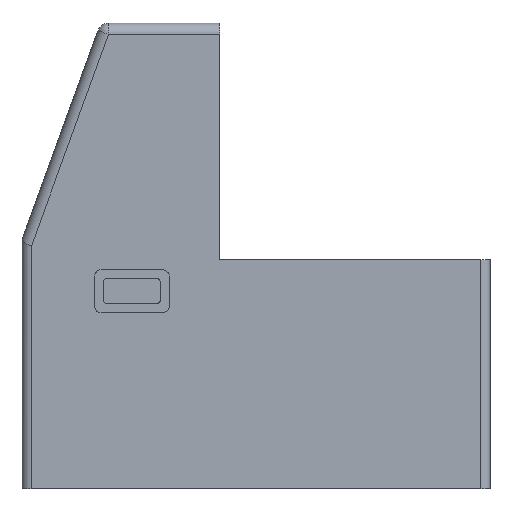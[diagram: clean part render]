
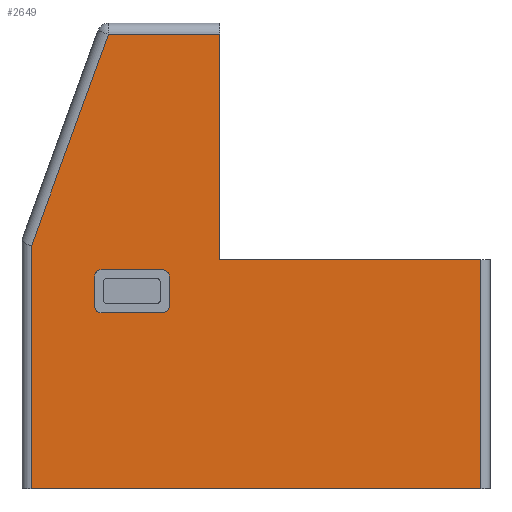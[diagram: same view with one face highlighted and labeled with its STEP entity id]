
A CAD part, left-side view. The second image highlights one B-rep face of the part: STEP entity #2649.
In plain terms, the highlighted planar face has unit normal (-1, 0, 0).
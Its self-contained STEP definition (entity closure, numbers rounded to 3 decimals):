
#74=CIRCLE('',#2822,1.016);
#75=CIRCLE('',#2823,1.016);
#76=CIRCLE('',#2824,1.016);
#77=CIRCLE('',#2825,1.016);
#248=ORIENTED_EDGE('',*,*,#987,.T.);
#249=ORIENTED_EDGE('',*,*,#990,.T.);
#250=ORIENTED_EDGE('',*,*,#991,.T.);
#251=ORIENTED_EDGE('',*,*,#992,.F.);
#252=ORIENTED_EDGE('',*,*,#993,.T.);
#253=ORIENTED_EDGE('',*,*,#994,.T.);
#254=ORIENTED_EDGE('',*,*,#995,.F.);
#255=ORIENTED_EDGE('',*,*,#996,.T.);
#256=ORIENTED_EDGE('',*,*,#997,.T.);
#257=ORIENTED_EDGE('',*,*,#998,.T.);
#258=ORIENTED_EDGE('',*,*,#999,.T.);
#259=ORIENTED_EDGE('',*,*,#1000,.T.);
#260=ORIENTED_EDGE('',*,*,#1001,.T.);
#261=ORIENTED_EDGE('',*,*,#1002,.T.);
#262=ORIENTED_EDGE('',*,*,#1003,.T.);
#987=EDGE_CURVE('',#1357,#1356,#1611,.T.);
#990=EDGE_CURVE('',#1356,#1359,#1614,.T.);
#991=EDGE_CURVE('',#1359,#1360,#1615,.F.);
#992=EDGE_CURVE('',#1361,#1360,#1616,.T.);
#993=EDGE_CURVE('',#1361,#1362,#1617,.T.);
#994=EDGE_CURVE('',#1362,#1363,#1618,.T.);
#995=EDGE_CURVE('',#1357,#1363,#1619,.T.);
#996=EDGE_CURVE('',#1364,#1365,#1620,.T.);
#997=EDGE_CURVE('',#1365,#1366,#74,.T.);
#998=EDGE_CURVE('',#1366,#1367,#1621,.T.);
#999=EDGE_CURVE('',#1367,#1368,#75,.T.);
#1000=EDGE_CURVE('',#1368,#1369,#1622,.T.);
#1001=EDGE_CURVE('',#1369,#1370,#76,.T.);
#1002=EDGE_CURVE('',#1370,#1371,#1623,.T.);
#1003=EDGE_CURVE('',#1371,#1364,#77,.T.);
#1356=VERTEX_POINT('',#3961);
#1357=VERTEX_POINT('',#3963);
#1359=VERTEX_POINT('',#3969);
#1360=VERTEX_POINT('',#3971);
#1361=VERTEX_POINT('',#3973);
#1362=VERTEX_POINT('',#3975);
#1363=VERTEX_POINT('',#3977);
#1364=VERTEX_POINT('',#3980);
#1365=VERTEX_POINT('',#3981);
#1366=VERTEX_POINT('',#3983);
#1367=VERTEX_POINT('',#3985);
#1368=VERTEX_POINT('',#3987);
#1369=VERTEX_POINT('',#3989);
#1370=VERTEX_POINT('',#3991);
#1371=VERTEX_POINT('',#3993);
#1611=LINE('',#3962,#1895);
#1614=LINE('',#3968,#1898);
#1615=LINE('',#3970,#1899);
#1616=LINE('',#3972,#1900);
#1617=LINE('',#3974,#1901);
#1618=LINE('',#3976,#1902);
#1619=LINE('',#3978,#1903);
#1620=LINE('',#3979,#1904);
#1621=LINE('',#3984,#1905);
#1622=LINE('',#3988,#1906);
#1623=LINE('',#3992,#1907);
#1895=VECTOR('',#3145,1000.);
#1898=VECTOR('',#3150,1000.);
#1899=VECTOR('',#3151,1000.);
#1900=VECTOR('',#3152,1000.);
#1901=VECTOR('',#3153,1000.);
#1902=VECTOR('',#3154,1000.);
#1903=VECTOR('',#3155,1000.);
#1904=VECTOR('',#3156,1000.);
#1905=VECTOR('',#3159,1000.);
#1906=VECTOR('',#3162,1000.);
#1907=VECTOR('',#3165,1000.);
#2121=EDGE_LOOP('',(#248,#249,#250,#251,#252,#253,#254));
#2122=EDGE_LOOP('',(#255,#256,#257,#258,#259,#260,#261,#262));
#2335=FACE_BOUND('',#2121,.T.);
#2336=FACE_BOUND('',#2122,.T.);
#2544=PLANE('',#2821);
#2649=ADVANCED_FACE('',(#2335,#2336),#2544,.T.);
#2821=AXIS2_PLACEMENT_3D('',#3967,#3148,#3149);
#2822=AXIS2_PLACEMENT_3D('',#3982,#3157,#3158);
#2823=AXIS2_PLACEMENT_3D('',#3986,#3160,#3161);
#2824=AXIS2_PLACEMENT_3D('',#3990,#3163,#3164);
#2825=AXIS2_PLACEMENT_3D('',#3994,#3166,#3167);
#3145=DIRECTION('',(0.,0.,1.));
#3148=DIRECTION('',(-1.,0.,0.));
#3149=DIRECTION('',(0.,-1.,0.));
#3150=DIRECTION('',(0.,1.,0.));
#3151=DIRECTION('',(0.,-0.342,0.94));
#3152=DIRECTION('',(0.,0.,1.));
#3153=DIRECTION('',(0.,-1.,0.));
#3154=DIRECTION('',(0.,0.,1.));
#3155=DIRECTION('',(0.,-1.,0.));
#3156=DIRECTION('',(0.,0.,-1.));
#3157=DIRECTION('',(1.,0.,0.));
#3158=DIRECTION('',(0.,-1.,0.));
#3159=DIRECTION('',(0.,1.,0.));
#3160=DIRECTION('',(1.,0.,0.));
#3161=DIRECTION('',(0.,-1.,0.));
#3162=DIRECTION('',(0.,0.,1.));
#3163=DIRECTION('',(1.,0.,0.));
#3164=DIRECTION('',(0.,-1.,0.));
#3165=DIRECTION('',(0.,-1.,0.));
#3166=DIRECTION('',(1.,0.,0.));
#3167=DIRECTION('',(0.,1.,0.));
#3961=CARTESIAN_POINT('',(-2.682,40.631,56.967));
#3962=CARTESIAN_POINT('',(-2.682,40.631,55.189));
#3963=CARTESIAN_POINT('',(-2.682,40.631,20.901));
#3967=CARTESIAN_POINT('',(-2.682,70.789,-15.821));
#3968=CARTESIAN_POINT('',(-2.682,59.681,56.967));
#3969=CARTESIAN_POINT('',(-2.682,58.436,56.967));
#3970=CARTESIAN_POINT('',(-2.682,83.274,-11.277));
#3971=CARTESIAN_POINT('',(-2.682,70.789,23.028));
#3972=CARTESIAN_POINT('',(-2.682,70.789,-15.821));
#3973=CARTESIAN_POINT('',(-2.682,70.789,-15.821));
#3974=CARTESIAN_POINT('',(-2.682,70.789,-15.821));
#3975=CARTESIAN_POINT('',(-2.682,-1.172,-15.821));
#3976=CARTESIAN_POINT('',(-2.682,-1.172,-15.821));
#3977=CARTESIAN_POINT('',(-2.682,-1.172,20.901));
#3978=CARTESIAN_POINT('',(-2.682,70.789,20.901));
#3979=CARTESIAN_POINT('',(-2.682,48.728,18.245));
#3980=CARTESIAN_POINT('',(-2.682,48.728,18.245));
#3981=CARTESIAN_POINT('',(-2.682,48.728,13.407));
#3982=CARTESIAN_POINT('',(-2.682,49.744,13.407));
#3983=CARTESIAN_POINT('',(-2.682,49.744,12.391));
#3984=CARTESIAN_POINT('',(-2.682,49.744,12.391));
#3985=CARTESIAN_POINT('',(-2.682,59.631,12.391));
#3986=CARTESIAN_POINT('',(-2.682,59.631,13.407));
#3987=CARTESIAN_POINT('',(-2.682,60.647,13.407));
#3988=CARTESIAN_POINT('',(-2.682,60.647,13.407));
#3989=CARTESIAN_POINT('',(-2.682,60.647,18.245));
#3990=CARTESIAN_POINT('',(-2.682,59.631,18.245));
#3991=CARTESIAN_POINT('',(-2.682,59.631,19.261));
#3992=CARTESIAN_POINT('',(-2.682,59.631,19.261));
#3993=CARTESIAN_POINT('',(-2.682,49.744,19.261));
#3994=CARTESIAN_POINT('',(-2.682,49.744,18.245));
